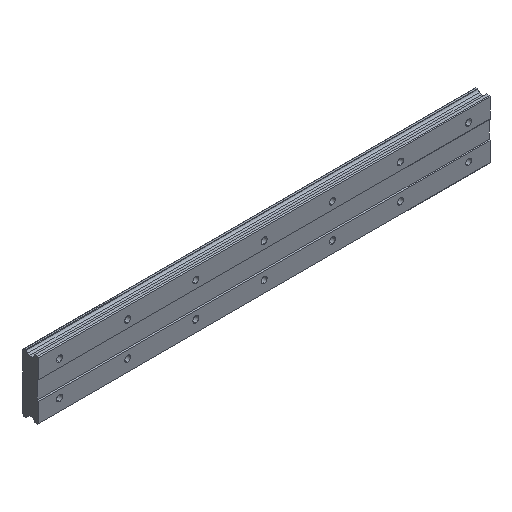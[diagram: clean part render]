
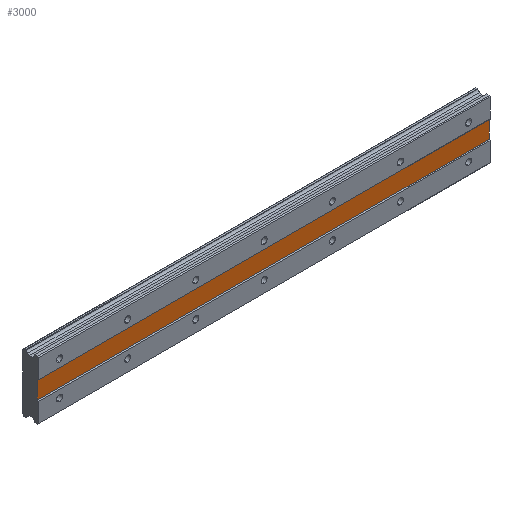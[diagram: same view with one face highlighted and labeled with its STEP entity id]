
A CAD part, isometric view. The second image highlights one B-rep face of the part: STEP entity #3000.
In plain terms, the highlighted planar face has unit normal (0, -1, 0).
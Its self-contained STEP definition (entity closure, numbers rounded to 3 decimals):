
#39 = LINE ( 'NONE', #2281, #2055 ) ;
#65 = VERTEX_POINT ( 'NONE', #1543 ) ;
#73 = LINE ( 'NONE', #2313, #1471 ) ;
#217 = VERTEX_POINT ( 'NONE', #3169 ) ;
#412 = VERTEX_POINT ( 'NONE', #2772 ) ;
#620 = EDGE_CURVE ( 'NONE', #1431, #65, #1980, .T. ) ;
#650 = DIRECTION ( 'NONE',  ( 0., 0., -1. ) ) ;
#747 = AXIS2_PLACEMENT_3D ( 'NONE', #2047, #2346, #1823 ) ;
#818 = DIRECTION ( 'NONE',  ( 1., 0., 0. ) ) ;
#856 = DIRECTION ( 'NONE',  ( 0., 0., -1. ) ) ;
#1234 = ORIENTED_EDGE ( 'NONE', *, *, #3035, .T. ) ;
#1259 = ORIENTED_EDGE ( 'NONE', *, *, #3119, .T. ) ;
#1431 = VERTEX_POINT ( 'NONE', #1794 ) ;
#1471 = VECTOR ( 'NONE', #2018, 1000. ) ;
#1543 = CARTESIAN_POINT ( 'NONE',  ( 505., 1., 10. ) ) ;
#1794 = CARTESIAN_POINT ( 'NONE',  ( -25., 1., 10. ) ) ;
#1823 = DIRECTION ( 'NONE',  ( 0., 0., 1. ) ) ;
#1980 = LINE ( 'NONE', #2977, #2082 ) ;
#2018 = DIRECTION ( 'NONE',  ( 1., 0., 0. ) ) ;
#2047 = CARTESIAN_POINT ( 'NONE',  ( 505., 1., 10. ) ) ;
#2055 = VECTOR ( 'NONE', #856, 1000. ) ;
#2064 = FACE_OUTER_BOUND ( 'NONE', #2862, .T. ) ;
#2082 = VECTOR ( 'NONE', #818, 1000. ) ;
#2166 = LINE ( 'NONE', #3167, #2535 ) ;
#2281 = CARTESIAN_POINT ( 'NONE',  ( 505., 1., 34.482 ) ) ;
#2313 = CARTESIAN_POINT ( 'NONE',  ( 505., 1., -10. ) ) ;
#2346 = DIRECTION ( 'NONE',  ( 0., 1., 0. ) ) ;
#2354 = ORIENTED_EDGE ( 'NONE', *, *, #2561, .F. ) ;
#2535 = VECTOR ( 'NONE', #650, 1000. ) ;
#2548 = PLANE ( 'NONE',  #747 ) ;
#2561 = EDGE_CURVE ( 'NONE', #65, #412, #39, .T. ) ;
#2772 = CARTESIAN_POINT ( 'NONE',  ( 505., 1., -10. ) ) ;
#2862 = EDGE_LOOP ( 'NONE', ( #1234, #2354, #3230, #1259 ) ) ;
#2977 = CARTESIAN_POINT ( 'NONE',  ( 505., 1., 10. ) ) ;
#3000 = ADVANCED_FACE ( 'NONE', ( #2064 ), #2548, .F. ) ;
#3035 = EDGE_CURVE ( 'NONE', #217, #412, #73, .T. ) ;
#3119 = EDGE_CURVE ( 'NONE', #1431, #217, #2166, .T. ) ;
#3167 = CARTESIAN_POINT ( 'NONE',  ( -25., 1., 34.482 ) ) ;
#3169 = CARTESIAN_POINT ( 'NONE',  ( -25., 1., -10. ) ) ;
#3230 = ORIENTED_EDGE ( 'NONE', *, *, #620, .F. ) ;
